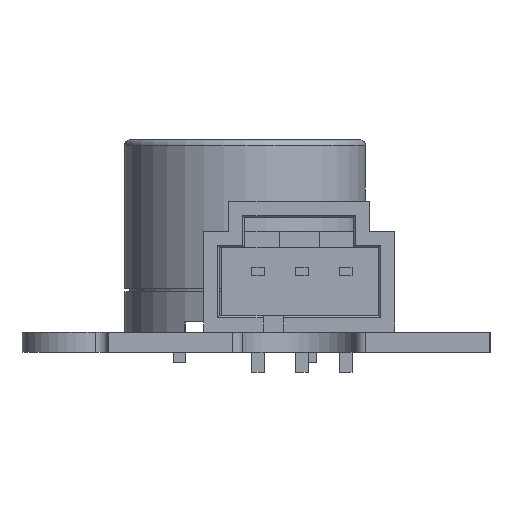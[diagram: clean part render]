
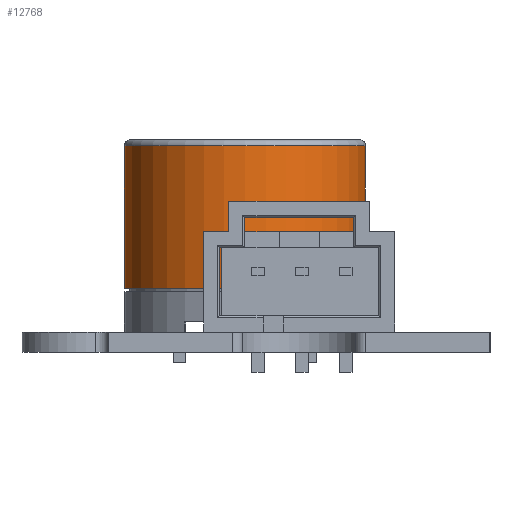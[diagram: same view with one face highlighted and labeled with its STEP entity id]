
A CAD part, left-side view. The second image highlights one B-rep face of the part: STEP entity #12768.
In plain terms, the highlighted cylindrical face has radius 6 mm (diameter 12 mm), a full revolution.
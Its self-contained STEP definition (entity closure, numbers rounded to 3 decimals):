
#12527 = TOROIDAL_SURFACE('',#12528,5.7,0.3);
#12528 = AXIS2_PLACEMENT_3D('',#12529,#12530,#12531);
#12529 = CARTESIAN_POINT('',(6.,2.7,10.271));
#12530 = DIRECTION('',(0.,0.,-1.));
#12531 = DIRECTION('',(1.,0.,0.));
#12605 = VERTEX_POINT('',#12606);
#12606 = CARTESIAN_POINT('',(12.,2.7,10.271));
#12628 = EDGE_CURVE('',#12605,#12605,#12629,.T.);
#12629 = SURFACE_CURVE('',#12630,(#12635,#12642),.PCURVE_S1.);
#12630 = CIRCLE('',#12631,6.);
#12631 = AXIS2_PLACEMENT_3D('',#12632,#12633,#12634);
#12632 = CARTESIAN_POINT('',(6.,2.7,10.271));
#12633 = DIRECTION('',(0.,0.,-1.));
#12634 = DIRECTION('',(1.,0.,0.));
#12635 = PCURVE('',#12527,#12636);
#12636 = DEFINITIONAL_REPRESENTATION('',(#12637),#12641);
#12637 = LINE('',#12638,#12639);
#12638 = CARTESIAN_POINT('',(0.,6.283));
#12639 = VECTOR('',#12640,1.);
#12640 = DIRECTION('',(1.,0.));
#12641 = ( GEOMETRIC_REPRESENTATION_CONTEXT(2) 
PARAMETRIC_REPRESENTATION_CONTEXT() REPRESENTATION_CONTEXT('2D SPACE',''
  ) );
#12642 = PCURVE('',#12643,#12648);
#12643 = CYLINDRICAL_SURFACE('',#12644,6.);
#12644 = AXIS2_PLACEMENT_3D('',#12645,#12646,#12647);
#12645 = CARTESIAN_POINT('',(6.,2.7,10.571));
#12646 = DIRECTION('',(0.,0.,-1.));
#12647 = DIRECTION('',(1.,0.,0.));
#12648 = DEFINITIONAL_REPRESENTATION('',(#12649),#12653);
#12649 = LINE('',#12650,#12651);
#12650 = CARTESIAN_POINT('',(0.,0.3));
#12651 = VECTOR('',#12652,1.);
#12652 = DIRECTION('',(1.,0.));
#12653 = ( GEOMETRIC_REPRESENTATION_CONTEXT(2) 
PARAMETRIC_REPRESENTATION_CONTEXT() REPRESENTATION_CONTEXT('2D SPACE',''
  ) );
#12768 = ADVANCED_FACE('',(#12769),#12643,.T.);
#12769 = FACE_BOUND('',#12770,.T.);
#12770 = EDGE_LOOP('',(#12771,#12794,#12795,#12796));
#12771 = ORIENTED_EDGE('',*,*,#12772,.F.);
#12772 = EDGE_CURVE('',#12605,#12773,#12775,.T.);
#12773 = VERTEX_POINT('',#12774);
#12774 = CARTESIAN_POINT('',(12.,2.7,3.171));
#12775 = SEAM_CURVE('',#12776,(#12780,#12787),.PCURVE_S1.);
#12776 = LINE('',#12777,#12778);
#12777 = CARTESIAN_POINT('',(12.,2.7,10.571));
#12778 = VECTOR('',#12779,1.);
#12779 = DIRECTION('',(0.,0.,-1.));
#12780 = PCURVE('',#12643,#12781);
#12781 = DEFINITIONAL_REPRESENTATION('',(#12782),#12786);
#12782 = LINE('',#12783,#12784);
#12783 = CARTESIAN_POINT('',(0.,0.));
#12784 = VECTOR('',#12785,1.);
#12785 = DIRECTION('',(0.,1.));
#12786 = ( GEOMETRIC_REPRESENTATION_CONTEXT(2) 
PARAMETRIC_REPRESENTATION_CONTEXT() REPRESENTATION_CONTEXT('2D SPACE',''
  ) );
#12787 = PCURVE('',#12643,#12788);
#12788 = DEFINITIONAL_REPRESENTATION('',(#12789),#12793);
#12789 = LINE('',#12790,#12791);
#12790 = CARTESIAN_POINT('',(6.283,0.));
#12791 = VECTOR('',#12792,1.);
#12792 = DIRECTION('',(0.,1.));
#12793 = ( GEOMETRIC_REPRESENTATION_CONTEXT(2) 
PARAMETRIC_REPRESENTATION_CONTEXT() REPRESENTATION_CONTEXT('2D SPACE',''
  ) );
#12794 = ORIENTED_EDGE('',*,*,#12628,.T.);
#12795 = ORIENTED_EDGE('',*,*,#12772,.T.);
#12796 = ORIENTED_EDGE('',*,*,#12797,.F.);
#12797 = EDGE_CURVE('',#12773,#12773,#12798,.T.);
#12798 = SURFACE_CURVE('',#12799,(#12804,#12811),.PCURVE_S1.);
#12799 = CIRCLE('',#12800,6.);
#12800 = AXIS2_PLACEMENT_3D('',#12801,#12802,#12803);
#12801 = CARTESIAN_POINT('',(6.,2.7,3.171));
#12802 = DIRECTION('',(0.,0.,-1.));
#12803 = DIRECTION('',(1.,0.,0.));
#12804 = PCURVE('',#12643,#12805);
#12805 = DEFINITIONAL_REPRESENTATION('',(#12806),#12810);
#12806 = LINE('',#12807,#12808);
#12807 = CARTESIAN_POINT('',(0.,7.4));
#12808 = VECTOR('',#12809,1.);
#12809 = DIRECTION('',(1.,0.));
#12810 = ( GEOMETRIC_REPRESENTATION_CONTEXT(2) 
PARAMETRIC_REPRESENTATION_CONTEXT() REPRESENTATION_CONTEXT('2D SPACE',''
  ) );
#12811 = PCURVE('',#12812,#12817);
#12812 = PLANE('',#12813);
#12813 = AXIS2_PLACEMENT_3D('',#12814,#12815,#12816);
#12814 = CARTESIAN_POINT('',(6.,2.7,3.171));
#12815 = DIRECTION('',(0.,0.,-1.));
#12816 = DIRECTION('',(1.,0.,0.));
#12817 = DEFINITIONAL_REPRESENTATION('',(#12818),#12822);
#12818 = CIRCLE('',#12819,6.);
#12819 = AXIS2_PLACEMENT_2D('',#12820,#12821);
#12820 = CARTESIAN_POINT('',(0.,0.));
#12821 = DIRECTION('',(1.,0.));
#12822 = ( GEOMETRIC_REPRESENTATION_CONTEXT(2) 
PARAMETRIC_REPRESENTATION_CONTEXT() REPRESENTATION_CONTEXT('2D SPACE',''
  ) );
